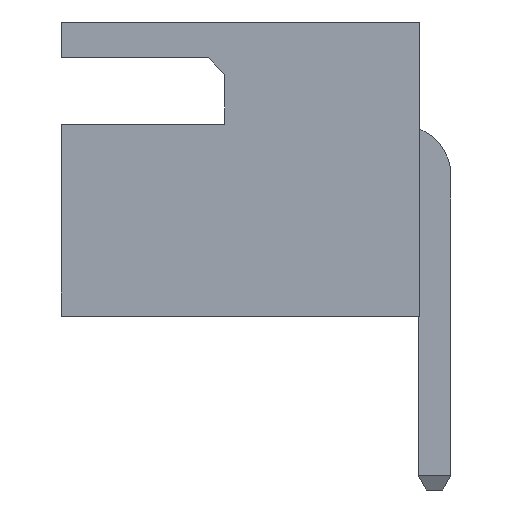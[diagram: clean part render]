
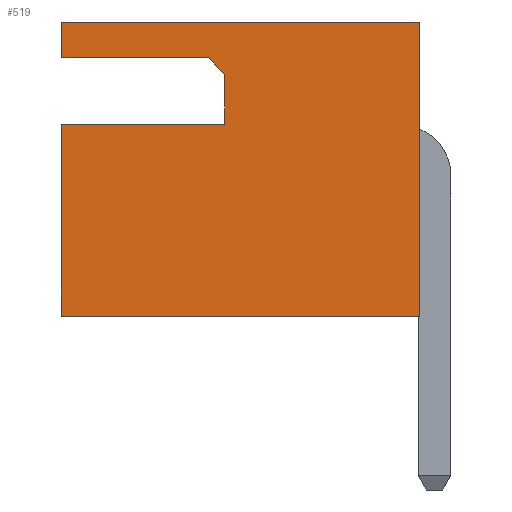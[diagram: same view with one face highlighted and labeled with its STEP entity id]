
A CAD part, left-side view. The second image highlights one B-rep face of the part: STEP entity #519.
In plain terms, the highlighted planar face has unit normal (-1, 0, 0).
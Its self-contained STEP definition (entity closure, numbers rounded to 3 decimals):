
#519=ADVANCED_FACE('',(#1230),#1232,.T.);
#1230=FACE_BOUND('',#1231,.T.);
#1231=EDGE_LOOP('',(#1814,#1815,#1816,#1817,#1818,#1819,#1820,#1821,#1822));
#1232=PLANE('',#1233);
#1233=AXIS2_PLACEMENT_3D('',#1234,#1235,#1236);
#1234=CARTESIAN_POINT('',(-12.55,0.3,0.));
#1235=DIRECTION('',(-1.,0.,0.));
#1236=DIRECTION('',(0.,0.,1.));
#1814=ORIENTED_EDGE('',*,*,#2206,.T.);
#1815=ORIENTED_EDGE('',*,*,#2207,.T.);
#1816=ORIENTED_EDGE('',*,*,#2208,.F.);
#1817=ORIENTED_EDGE('',*,*,#2158,.F.);
#1818=ORIENTED_EDGE('',*,*,#2172,.T.);
#1819=ORIENTED_EDGE('',*,*,#2202,.T.);
#1820=ORIENTED_EDGE('',*,*,#2209,.F.);
#1821=ORIENTED_EDGE('',*,*,#2210,.T.);
#1822=ORIENTED_EDGE('',*,*,#2211,.T.);
#2158=EDGE_CURVE('',#2438,#2440,#2441,.T.);
#2172=EDGE_CURVE('',#2438,#2461,#2463,.T.);
#2202=EDGE_CURVE('',#2461,#2511,#2513,.T.);
#2206=EDGE_CURVE('',#2517,#2518,#2519,.F.);
#2207=EDGE_CURVE('',#2518,#2520,#2521,.F.);
#2208=EDGE_CURVE('',#2440,#2520,#2522,.T.);
#2209=EDGE_CURVE('',#2523,#2511,#2524,.T.);
#2210=EDGE_CURVE('',#2523,#2525,#2526,.F.);
#2211=EDGE_CURVE('',#2525,#2517,#2527,.F.);
#2438=VERTEX_POINT('',#2933);
#2440=VERTEX_POINT('',#2937);
#2441=LINE('',#2938,#2939);
#2461=VERTEX_POINT('',#2984);
#2463=LINE('',#2988,#2989);
#2511=VERTEX_POINT('',#3094);
#2513=LINE('',#3098,#3099);
#2517=VERTEX_POINT('',#3110);
#2518=VERTEX_POINT('',#3111);
#2519=LINE('',#3112,#3113);
#2520=VERTEX_POINT('',#3115);
#2521=LINE('',#3116,#3117);
#2522=LINE('',#3119,#3120);
#2523=VERTEX_POINT('',#3122);
#2524=LINE('',#3123,#3124);
#2525=VERTEX_POINT('',#3126);
#2526=LINE('',#3127,#3128);
#2527=LINE('',#3130,#3131);
#2933=CARTESIAN_POINT('',(-12.55,0.3,0.));
#2937=CARTESIAN_POINT('',(-12.55,7.3,0.));
#2938=CARTESIAN_POINT('',(-12.55,0.3,0.));
#2939=VECTOR('',#2940,1.);
#2940=DIRECTION('',(0.,1.,0.));
#2984=CARTESIAN_POINT('',(-12.55,0.3,5.75));
#2988=CARTESIAN_POINT('',(-12.55,0.3,0.));
#2989=VECTOR('',#2990,1.);
#2990=DIRECTION('',(0.,0.,1.));
#3094=CARTESIAN_POINT('',(-12.55,7.3,5.75));
#3098=CARTESIAN_POINT('',(-12.55,0.3,5.75));
#3099=VECTOR('',#3100,1.);
#3100=DIRECTION('',(0.,1.,0.));
#3110=CARTESIAN_POINT('',(-12.55,4.1,4.725));
#3111=CARTESIAN_POINT('',(-12.55,4.1,3.75));
#3112=CARTESIAN_POINT('',(-12.55,4.1,3.75));
#3113=VECTOR('',#3114,1.);
#3114=DIRECTION('',(0.,0.,1.));
#3115=CARTESIAN_POINT('',(-12.55,7.3,3.75));
#3116=CARTESIAN_POINT('',(-12.55,7.3,3.75));
#3117=VECTOR('',#3118,1.);
#3118=DIRECTION('',(0.,-1.,0.));
#3119=CARTESIAN_POINT('',(-12.55,7.3,0.));
#3120=VECTOR('',#3121,1.);
#3121=DIRECTION('',(0.,0.,1.));
#3122=CARTESIAN_POINT('',(-12.55,7.3,5.05));
#3123=CARTESIAN_POINT('',(-12.55,7.3,5.05));
#3124=VECTOR('',#3125,1.);
#3125=DIRECTION('',(0.,0.,1.));
#3126=CARTESIAN_POINT('',(-12.55,4.425,5.05));
#3127=CARTESIAN_POINT('',(-12.55,4.425,5.05));
#3128=VECTOR('',#3129,1.);
#3129=DIRECTION('',(0.,1.,0.));
#3130=CARTESIAN_POINT('',(-12.55,4.1,4.725));
#3131=VECTOR('',#3132,1.);
#3132=DIRECTION('',(0.,0.707,0.707));
